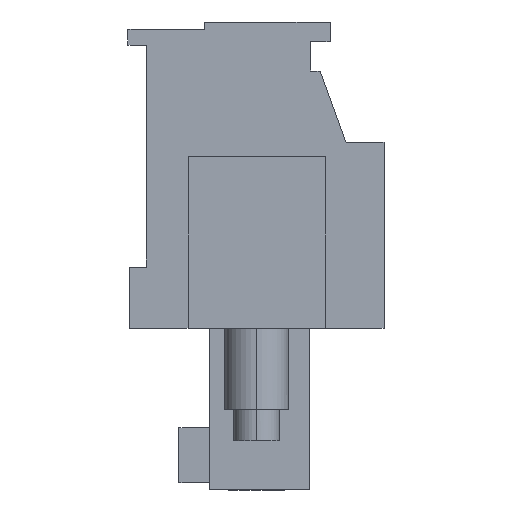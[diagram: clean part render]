
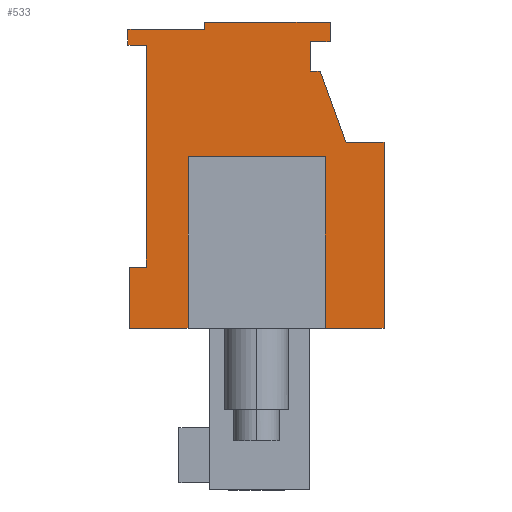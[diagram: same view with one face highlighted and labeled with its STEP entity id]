
A CAD part, left-side view. The second image highlights one B-rep face of the part: STEP entity #533.
In plain terms, the highlighted planar face has unit normal (-1, 0, 0).
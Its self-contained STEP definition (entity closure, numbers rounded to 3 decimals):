
#385=AXIS2_PLACEMENT_3D('Plane Axis2P3D',#382,#383,#384) ;
#42=CARTESIAN_POINT('Vertex',(4.8,3.,18.3)) ;
#45=CARTESIAN_POINT('Line Origine',(4.8,3.,17.7)) ;
#49=CARTESIAN_POINT('Vertex',(4.8,3.,17.1)) ;
#76=CARTESIAN_POINT('Line Origine',(4.8,2.6,18.3)) ;
#80=CARTESIAN_POINT('Vertex',(4.8,2.2,18.3)) ;
#382=CARTESIAN_POINT('Axis2P3D Location',(4.8,5.2,6.6)) ;
#387=CARTESIAN_POINT('Line Origine',(4.8,1.2,6.6)) ;
#391=CARTESIAN_POINT('Vertex',(4.8,0.,6.6)) ;
#393=CARTESIAN_POINT('Vertex',(4.8,2.4,6.6)) ;
#396=CARTESIAN_POINT('Line Origine',(4.8,0.,10.4)) ;
#400=CARTESIAN_POINT('Vertex',(4.8,0.,14.2)) ;
#403=CARTESIAN_POINT('Line Origine',(4.8,0.775,14.2)) ;
#407=CARTESIAN_POINT('Vertex',(4.8,1.55,14.2)) ;
#410=CARTESIAN_POINT('Line Origine',(4.8,2.078,15.65)) ;
#414=CARTESIAN_POINT('Vertex',(4.8,2.606,17.1)) ;
#417=CARTESIAN_POINT('Line Origine',(4.8,2.803,17.1)) ;
#422=CARTESIAN_POINT('Line Origine',(4.8,2.2,18.7)) ;
#426=CARTESIAN_POINT('Vertex',(4.8,2.2,19.1)) ;
#429=CARTESIAN_POINT('Line Origine',(4.8,4.76,19.1)) ;
#433=CARTESIAN_POINT('Vertex',(4.8,7.32,19.1)) ;
#436=CARTESIAN_POINT('Line Origine',(4.8,7.32,18.95)) ;
#440=CARTESIAN_POINT('Vertex',(4.8,7.32,18.8)) ;
#443=CARTESIAN_POINT('Line Origine',(4.8,8.885,18.8)) ;
#447=CARTESIAN_POINT('Vertex',(4.8,10.45,18.8)) ;
#450=CARTESIAN_POINT('Line Origine',(4.8,10.45,18.475)) ;
#454=CARTESIAN_POINT('Vertex',(4.8,10.45,18.15)) ;
#457=CARTESIAN_POINT('Line Origine',(4.8,10.075,18.15)) ;
#461=CARTESIAN_POINT('Vertex',(4.8,9.7,18.15)) ;
#464=CARTESIAN_POINT('Line Origine',(4.8,9.7,13.625)) ;
#468=CARTESIAN_POINT('Vertex',(4.8,9.7,9.1)) ;
#471=CARTESIAN_POINT('Line Origine',(4.8,10.05,9.1)) ;
#475=CARTESIAN_POINT('Vertex',(4.8,10.4,9.1)) ;
#478=CARTESIAN_POINT('Line Origine',(4.8,10.4,7.85)) ;
#482=CARTESIAN_POINT('Vertex',(4.8,10.4,6.6)) ;
#485=CARTESIAN_POINT('Line Origine',(4.8,9.2,6.6)) ;
#489=CARTESIAN_POINT('Vertex',(4.8,8.,6.6)) ;
#492=CARTESIAN_POINT('Line Origine',(4.8,8.,10.1)) ;
#496=CARTESIAN_POINT('Vertex',(4.8,8.,13.6)) ;
#499=CARTESIAN_POINT('Line Origine',(4.8,5.2,13.6)) ;
#503=CARTESIAN_POINT('Vertex',(4.8,2.4,13.6)) ;
#506=CARTESIAN_POINT('Line Origine',(4.8,2.4,10.1)) ;
#46=DIRECTION('Vector Direction',(0.,0.,1.)) ;
#77=DIRECTION('Vector Direction',(0.,1.,0.)) ;
#383=DIRECTION('Axis2P3D Direction',(-1.,0.,0.)) ;
#384=DIRECTION('Axis2P3D XDirection',(0.,-1.,0.)) ;
#388=DIRECTION('Vector Direction',(0.,1.,0.)) ;
#397=DIRECTION('Vector Direction',(0.,0.,-1.)) ;
#404=DIRECTION('Vector Direction',(0.,1.,0.)) ;
#411=DIRECTION('Vector Direction',(0.,0.342,0.94)) ;
#418=DIRECTION('Vector Direction',(0.,1.,0.)) ;
#423=DIRECTION('Vector Direction',(0.,0.,1.)) ;
#430=DIRECTION('Vector Direction',(0.,1.,0.)) ;
#437=DIRECTION('Vector Direction',(0.,0.,1.)) ;
#444=DIRECTION('Vector Direction',(0.,1.,0.)) ;
#451=DIRECTION('Vector Direction',(0.,0.,-1.)) ;
#458=DIRECTION('Vector Direction',(0.,-1.,0.)) ;
#465=DIRECTION('Vector Direction',(0.,0.,-1.)) ;
#472=DIRECTION('Vector Direction',(0.,-1.,0.)) ;
#479=DIRECTION('Vector Direction',(0.,0.,1.)) ;
#486=DIRECTION('Vector Direction',(0.,1.,0.)) ;
#493=DIRECTION('Vector Direction',(0.,0.,-1.)) ;
#500=DIRECTION('Vector Direction',(0.,-1.,0.)) ;
#507=DIRECTION('Vector Direction',(0.,0.,-1.)) ;
#47=VECTOR('Line Direction',#46,1.) ;
#78=VECTOR('Line Direction',#77,1.) ;
#389=VECTOR('Line Direction',#388,1.) ;
#398=VECTOR('Line Direction',#397,1.) ;
#405=VECTOR('Line Direction',#404,1.) ;
#412=VECTOR('Line Direction',#411,1.) ;
#419=VECTOR('Line Direction',#418,1.) ;
#424=VECTOR('Line Direction',#423,1.) ;
#431=VECTOR('Line Direction',#430,1.) ;
#438=VECTOR('Line Direction',#437,1.) ;
#445=VECTOR('Line Direction',#444,1.) ;
#452=VECTOR('Line Direction',#451,1.) ;
#459=VECTOR('Line Direction',#458,1.) ;
#466=VECTOR('Line Direction',#465,1.) ;
#473=VECTOR('Line Direction',#472,1.) ;
#480=VECTOR('Line Direction',#479,1.) ;
#487=VECTOR('Line Direction',#486,1.) ;
#494=VECTOR('Line Direction',#493,1.) ;
#501=VECTOR('Line Direction',#500,1.) ;
#508=VECTOR('Line Direction',#507,1.) ;
#512=ORIENTED_EDGE('',*,*,#395,.F.) ;
#513=ORIENTED_EDGE('',*,*,#402,.F.) ;
#514=ORIENTED_EDGE('',*,*,#409,.T.) ;
#515=ORIENTED_EDGE('',*,*,#416,.T.) ;
#516=ORIENTED_EDGE('',*,*,#421,.T.) ;
#517=ORIENTED_EDGE('',*,*,#51,.T.) ;
#518=ORIENTED_EDGE('',*,*,#82,.F.) ;
#519=ORIENTED_EDGE('',*,*,#428,.T.) ;
#520=ORIENTED_EDGE('',*,*,#435,.T.) ;
#521=ORIENTED_EDGE('',*,*,#442,.F.) ;
#522=ORIENTED_EDGE('',*,*,#449,.T.) ;
#523=ORIENTED_EDGE('',*,*,#456,.T.) ;
#524=ORIENTED_EDGE('',*,*,#463,.T.) ;
#525=ORIENTED_EDGE('',*,*,#470,.T.) ;
#526=ORIENTED_EDGE('',*,*,#477,.F.) ;
#527=ORIENTED_EDGE('',*,*,#484,.F.) ;
#528=ORIENTED_EDGE('',*,*,#491,.F.) ;
#529=ORIENTED_EDGE('',*,*,#498,.F.) ;
#530=ORIENTED_EDGE('',*,*,#505,.T.) ;
#531=ORIENTED_EDGE('',*,*,#510,.T.) ;
#533=ADVANCED_FACE('HOUSING',(#532),#386,.T.) ;
#51=EDGE_CURVE('',#50,#43,#48,.T.) ;
#82=EDGE_CURVE('',#81,#43,#79,.T.) ;
#395=EDGE_CURVE('',#392,#394,#390,.T.) ;
#402=EDGE_CURVE('',#401,#392,#399,.T.) ;
#409=EDGE_CURVE('',#401,#408,#406,.T.) ;
#416=EDGE_CURVE('',#408,#415,#413,.T.) ;
#421=EDGE_CURVE('',#415,#50,#420,.T.) ;
#428=EDGE_CURVE('',#81,#427,#425,.T.) ;
#435=EDGE_CURVE('',#427,#434,#432,.T.) ;
#442=EDGE_CURVE('',#441,#434,#439,.T.) ;
#449=EDGE_CURVE('',#441,#448,#446,.T.) ;
#456=EDGE_CURVE('',#448,#455,#453,.T.) ;
#463=EDGE_CURVE('',#455,#462,#460,.T.) ;
#470=EDGE_CURVE('',#462,#469,#467,.T.) ;
#477=EDGE_CURVE('',#476,#469,#474,.T.) ;
#484=EDGE_CURVE('',#483,#476,#481,.T.) ;
#491=EDGE_CURVE('',#490,#483,#488,.T.) ;
#498=EDGE_CURVE('',#497,#490,#495,.T.) ;
#505=EDGE_CURVE('',#497,#504,#502,.T.) ;
#510=EDGE_CURVE('',#504,#394,#509,.T.) ;
#511=EDGE_LOOP('',(#512,#513,#514,#515,#516,#517,#518,#519,#520,#521,#522,#523,#524,#525,#526,#527,#528,#529,#530,#531)) ;
#532=FACE_OUTER_BOUND('',#511,.T.) ;
#48=LINE('Line',#45,#47) ;
#79=LINE('Line',#76,#78) ;
#390=LINE('Line',#387,#389) ;
#399=LINE('Line',#396,#398) ;
#406=LINE('Line',#403,#405) ;
#413=LINE('Line',#410,#412) ;
#420=LINE('Line',#417,#419) ;
#425=LINE('Line',#422,#424) ;
#432=LINE('Line',#429,#431) ;
#439=LINE('Line',#436,#438) ;
#446=LINE('Line',#443,#445) ;
#453=LINE('Line',#450,#452) ;
#460=LINE('Line',#457,#459) ;
#467=LINE('Line',#464,#466) ;
#474=LINE('Line',#471,#473) ;
#481=LINE('Line',#478,#480) ;
#488=LINE('Line',#485,#487) ;
#495=LINE('Line',#492,#494) ;
#502=LINE('Line',#499,#501) ;
#509=LINE('Line',#506,#508) ;
#386=PLANE('',#385) ;
#43=VERTEX_POINT('',#42) ;
#50=VERTEX_POINT('',#49) ;
#81=VERTEX_POINT('',#80) ;
#392=VERTEX_POINT('',#391) ;
#394=VERTEX_POINT('',#393) ;
#401=VERTEX_POINT('',#400) ;
#408=VERTEX_POINT('',#407) ;
#415=VERTEX_POINT('',#414) ;
#427=VERTEX_POINT('',#426) ;
#434=VERTEX_POINT('',#433) ;
#441=VERTEX_POINT('',#440) ;
#448=VERTEX_POINT('',#447) ;
#455=VERTEX_POINT('',#454) ;
#462=VERTEX_POINT('',#461) ;
#469=VERTEX_POINT('',#468) ;
#476=VERTEX_POINT('',#475) ;
#483=VERTEX_POINT('',#482) ;
#490=VERTEX_POINT('',#489) ;
#497=VERTEX_POINT('',#496) ;
#504=VERTEX_POINT('',#503) ;
